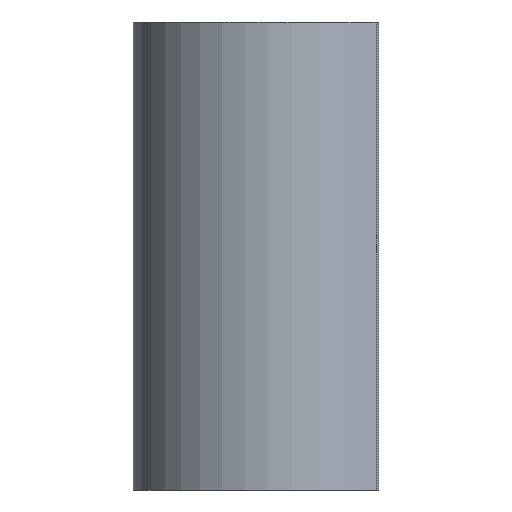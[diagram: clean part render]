
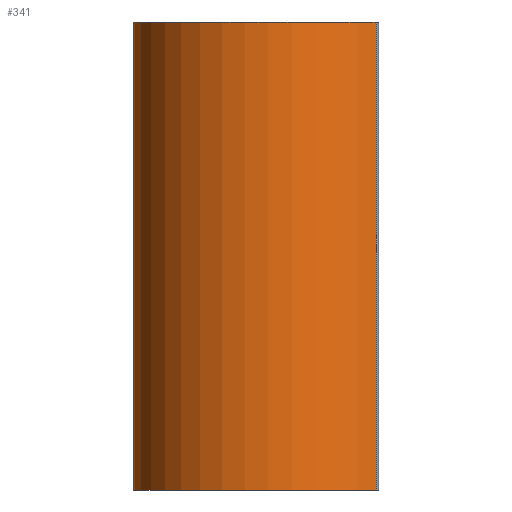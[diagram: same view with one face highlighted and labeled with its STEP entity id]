
A CAD part, left-side view. The second image highlights one B-rep face of the part: STEP entity #341.
In plain terms, the highlighted cylindrical face has radius 30.15 mm (diameter 60.3 mm), a partial arc.
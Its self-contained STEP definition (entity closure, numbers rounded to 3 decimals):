
#28=LINE('',#510,#56);
#33=LINE('',#532,#61);
#56=VECTOR('',#405,1000.);
#61=VECTOR('',#424,1000.);
#152=ORIENTED_EDGE('',*,*,#207,.T.);
#153=ORIENTED_EDGE('',*,*,#191,.F.);
#154=ORIENTED_EDGE('',*,*,#217,.F.);
#155=ORIENTED_EDGE('',*,*,#181,.T.);
#181=EDGE_CURVE('',#230,#229,#28,.F.);
#191=EDGE_CURVE('',#239,#236,#33,.F.);
#207=EDGE_CURVE('',#229,#236,#272,.T.);
#217=EDGE_CURVE('',#230,#239,#278,.T.);
#229=VERTEX_POINT('',#509);
#230=VERTEX_POINT('',#511);
#236=VERTEX_POINT('',#526);
#239=VERTEX_POINT('',#531);
#272=CIRCLE('',#378,30.15);
#278=CIRCLE('',#385,30.15);
#293=EDGE_LOOP('',(#152,#153,#154,#155));
#313=FACE_BOUND('',#293,.T.);
#326=CYLINDRICAL_SURFACE('',#392,30.15);
#341=ADVANCED_FACE('',(#313),#326,.T.);
#378=AXIS2_PLACEMENT_3D('',#562,#450,#451);
#385=AXIS2_PLACEMENT_3D('',#580,#468,#469);
#392=AXIS2_PLACEMENT_3D('',#595,#489,#490);
#405=DIRECTION('',(0.,0.,-1.));
#424=DIRECTION('',(0.,0.,-1.));
#450=DIRECTION('',(0.,0.,-1.));
#451=DIRECTION('',(-0.663,0.748,0.));
#468=DIRECTION('',(0.,0.,-1.));
#469=DIRECTION('',(-0.663,0.748,0.));
#489=DIRECTION('',(0.,0.,-1.));
#490=DIRECTION('',(-0.663,0.748,0.));
#509=CARTESIAN_POINT('',(-20.885,-33.442,50.));
#510=CARTESIAN_POINT('',(-20.885,-33.442,-50.));
#511=CARTESIAN_POINT('',(-20.885,-33.442,-50.));
#526=CARTESIAN_POINT('',(20.885,-33.442,50.));
#531=CARTESIAN_POINT('',(20.885,-33.442,-50.));
#532=CARTESIAN_POINT('',(20.885,-33.442,-50.));
#562=CARTESIAN_POINT('',(0.,-11.698,50.));
#580=CARTESIAN_POINT('',(0.,-11.698,-50.));
#595=CARTESIAN_POINT('',(0.,-11.698,-50.));
